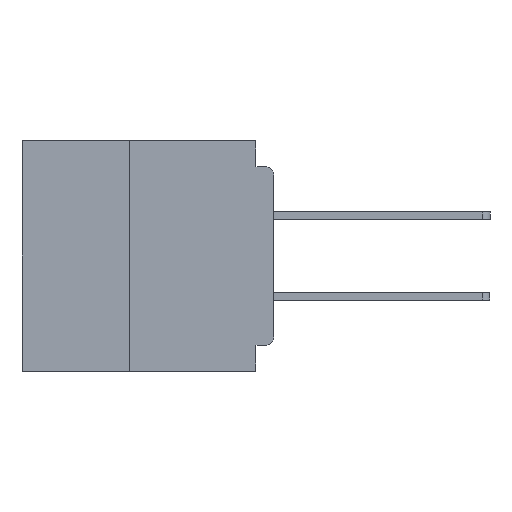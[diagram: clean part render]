
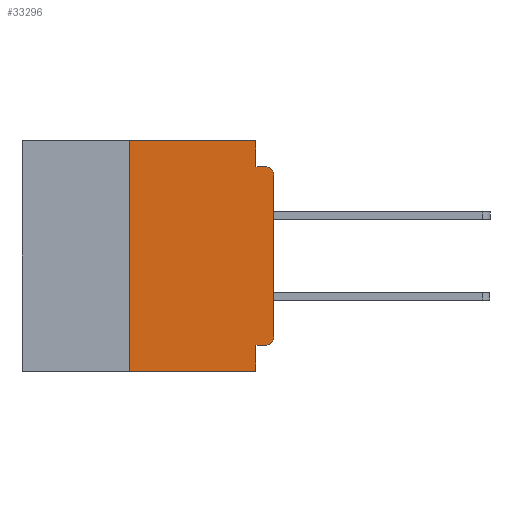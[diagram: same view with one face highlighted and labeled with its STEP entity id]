
A CAD part, left-side view. The second image highlights one B-rep face of the part: STEP entity #33296.
In plain terms, the highlighted planar face has unit normal (-1, 0, 0).
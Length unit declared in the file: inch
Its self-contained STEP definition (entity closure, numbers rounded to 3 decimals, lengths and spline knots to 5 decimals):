
#601 = CARTESIAN_POINT ( 'NONE',  ( 0., 0.031, 0. ) ) ;
#719 = CARTESIAN_POINT ( 'NONE',  ( 0., 0.031, 0. ) ) ;
#910 = DIRECTION ( 'NONE',  ( 1., 0., 0. ) ) ;
#1925 = ORIENTED_EDGE ( 'NONE', *, *, #28051, .F. ) ;
#2638 = DIRECTION ( 'NONE',  ( -1., 0., 0. ) ) ;
#5208 = CARTESIAN_POINT ( 'NONE',  ( 0., 0., -0.355 ) ) ;
#5914 = DIRECTION ( 'NONE',  ( 0., -1., 0. ) ) ;
#6835 = EDGE_LOOP ( 'NONE', ( #25581, #8395, #20762, #13835, #1925, #29378, #32632, #35858, #40124, #10097 ) ) ;
#7228 = DIRECTION ( 'NONE',  ( 0., -1., 0. ) ) ;
#7733 = CARTESIAN_POINT ( 'NONE',  ( 0., 0.437, 0. ) ) ;
#8223 = VERTEX_POINT ( 'NONE', #31121 ) ;
#8324 = VERTEX_POINT ( 'NONE', #719 ) ;
#8389 = LINE ( 'NONE', #10822, #33638 ) ;
#8395 = ORIENTED_EDGE ( 'NONE', *, *, #35829, .T. ) ;
#8616 = DIRECTION ( 'NONE',  ( 0., -1., 0. ) ) ;
#10097 = ORIENTED_EDGE ( 'NONE', *, *, #34366, .T. ) ;
#10431 = VECTOR ( 'NONE', #37584, 39.37008 ) ;
#10757 = VECTOR ( 'NONE', #5914, 39.37008 ) ;
#10822 = CARTESIAN_POINT ( 'NONE',  ( 0., 0., 0. ) ) ;
#11028 = DIRECTION ( 'NONE',  ( 0., 0., -1. ) ) ;
#11111 = LINE ( 'NONE', #14051, #27188 ) ;
#11544 = CARTESIAN_POINT ( 'NONE',  ( 0., 0.25, -0.4 ) ) ;
#13001 = CARTESIAN_POINT ( 'NONE',  ( 0., 0.25, -0.4 ) ) ;
#13533 = CARTESIAN_POINT ( 'NONE',  ( 0., 0.015, -0.34 ) ) ;
#13835 = ORIENTED_EDGE ( 'NONE', *, *, #40672, .F. ) ;
#13870 = VERTEX_POINT ( 'NONE', #34998 ) ;
#14051 = CARTESIAN_POINT ( 'NONE',  ( 0., 0.437, 0. ) ) ;
#14304 = DIRECTION ( 'NONE',  ( 0., 0., 1. ) ) ;
#15553 = CARTESIAN_POINT ( 'NONE',  ( 0., 0., -0.045 ) ) ;
#15632 = VERTEX_POINT ( 'NONE', #27199 ) ;
#16986 = DIRECTION ( 'NONE',  ( 0., 0., -1. ) ) ;
#18321 = LINE ( 'NONE', #15553, #24004 ) ;
#19426 = EDGE_CURVE ( 'NONE', #33603, #36811, #19849, .T. ) ;
#19463 = VECTOR ( 'NONE', #39713, 39.37008 ) ;
#19849 = LINE ( 'NONE', #23014, #10757 ) ;
#20269 = CARTESIAN_POINT ( 'NONE',  ( 0., 0.015, -0.355 ) ) ;
#20542 = LINE ( 'NONE', #11544, #28615 ) ;
#20587 = VERTEX_POINT ( 'NONE', #23229 ) ;
#20762 = ORIENTED_EDGE ( 'NONE', *, *, #39059, .F. ) ;
#22299 = AXIS2_PLACEMENT_3D ( 'NONE', #13533, #37501, #16986 ) ;
#23014 = CARTESIAN_POINT ( 'NONE',  ( 0., 0.437, -0.4 ) ) ;
#23031 = VECTOR ( 'NONE', #11028, 39.37008 ) ;
#23229 = CARTESIAN_POINT ( 'NONE',  ( 0., 0., -0.06 ) ) ;
#23255 = CARTESIAN_POINT ( 'NONE',  ( 0., 0.015, -0.06 ) ) ;
#23801 = VERTEX_POINT ( 'NONE', #27243 ) ;
#24004 = VECTOR ( 'NONE', #8616, 39.37008 ) ;
#24843 = AXIS2_PLACEMENT_3D ( 'NONE', #7733, #910, #24986 ) ;
#24976 = FACE_OUTER_BOUND ( 'NONE', #6835, .T. ) ;
#24986 = DIRECTION ( 'NONE',  ( 0., 0., -1. ) ) ;
#25581 = ORIENTED_EDGE ( 'NONE', *, *, #32669, .T. ) ;
#26444 = VERTEX_POINT ( 'NONE', #20269 ) ;
#26695 = DIRECTION ( 'NONE',  ( 0., 0., -1. ) ) ;
#27188 = VECTOR ( 'NONE', #7228, 39.37008 ) ;
#27199 = CARTESIAN_POINT ( 'NONE',  ( 0., 0., -0.34 ) ) ;
#27243 = CARTESIAN_POINT ( 'NONE',  ( 0., 0.015, -0.045 ) ) ;
#28051 = EDGE_CURVE ( 'NONE', #13870, #8324, #11111, .T. ) ;
#28615 = VECTOR ( 'NONE', #42334, 39.37008 ) ;
#28690 = LINE ( 'NONE', #34136, #10431 ) ;
#29378 = ORIENTED_EDGE ( 'NONE', *, *, #34694, .F. ) ;
#31121 = CARTESIAN_POINT ( 'NONE',  ( 0., 0.031, -0.355 ) ) ;
#32188 = LINE ( 'NONE', #601, #23031 ) ;
#32632 = ORIENTED_EDGE ( 'NONE', *, *, #19426, .T. ) ;
#32669 = EDGE_CURVE ( 'NONE', #15632, #20587, #8389, .T. ) ;
#33271 = CARTESIAN_POINT ( 'NONE',  ( 0., 0.031, -0.045 ) ) ;
#33296 = ADVANCED_FACE ( 'NONE', ( #24976 ), #42016, .F. ) ;
#33603 = VERTEX_POINT ( 'NONE', #13001 ) ;
#33638 = VECTOR ( 'NONE', #14304, 39.37008 ) ;
#34136 = CARTESIAN_POINT ( 'NONE',  ( 0., 0.031, -0.4 ) ) ;
#34366 = EDGE_CURVE ( 'NONE', #26444, #15632, #43520, .T. ) ;
#34694 = EDGE_CURVE ( 'NONE', #33603, #13870, #20542, .T. ) ;
#34998 = CARTESIAN_POINT ( 'NONE',  ( 0., 0.25, 0. ) ) ;
#35829 = EDGE_CURVE ( 'NONE', #20587, #23801, #44198, .T. ) ;
#35858 = ORIENTED_EDGE ( 'NONE', *, *, #41749, .F. ) ;
#36257 = CARTESIAN_POINT ( 'NONE',  ( 0., 0.031, -0.4 ) ) ;
#36811 = VERTEX_POINT ( 'NONE', #36257 ) ;
#37501 = DIRECTION ( 'NONE',  ( -1., 0., 0. ) ) ;
#37584 = DIRECTION ( 'NONE',  ( 0., 0., -1. ) ) ;
#38148 = EDGE_CURVE ( 'NONE', #26444, #8223, #39864, .T. ) ;
#39059 = EDGE_CURVE ( 'NONE', #40410, #23801, #18321, .T. ) ;
#39713 = DIRECTION ( 'NONE',  ( 0., 1., 0. ) ) ;
#39864 = LINE ( 'NONE', #5208, #19463 ) ;
#40124 = ORIENTED_EDGE ( 'NONE', *, *, #38148, .F. ) ;
#40410 = VERTEX_POINT ( 'NONE', #33271 ) ;
#40672 = EDGE_CURVE ( 'NONE', #8324, #40410, #32188, .T. ) ;
#41749 = EDGE_CURVE ( 'NONE', #8223, #36811, #28690, .T. ) ;
#42016 = PLANE ( 'NONE',  #24843 ) ;
#42334 = DIRECTION ( 'NONE',  ( 0., 0., 1. ) ) ;
#43520 = CIRCLE ( 'NONE', #22299, 0.015 ) ;
#43997 = AXIS2_PLACEMENT_3D ( 'NONE', #23255, #2638, #26695 ) ;
#44198 = CIRCLE ( 'NONE', #43997, 0.015 ) ;
